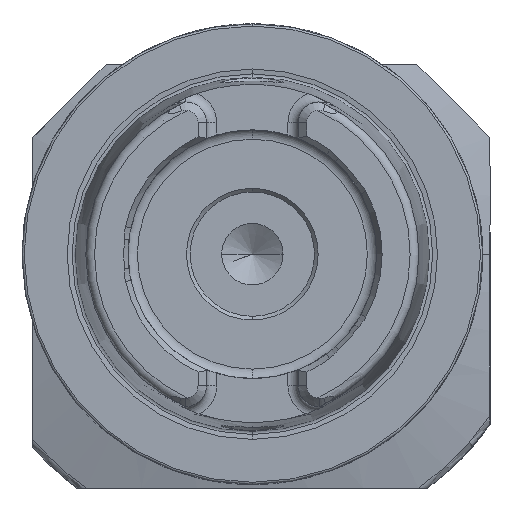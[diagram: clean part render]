
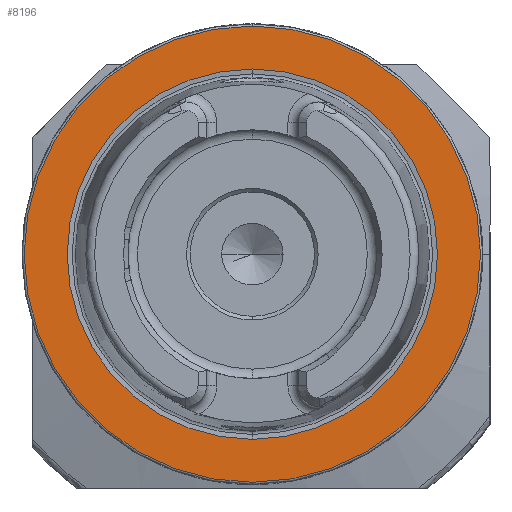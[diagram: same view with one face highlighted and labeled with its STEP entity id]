
A CAD part, left-side view. The second image highlights one B-rep face of the part: STEP entity #8196.
In plain terms, the highlighted planar face has unit normal (-1, 0, 0).
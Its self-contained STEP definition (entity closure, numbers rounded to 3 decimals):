
#27 = ORIENTED_EDGE ( 'NONE', *, *, #8543, .T. ) ;
#184 = DIRECTION ( 'NONE',  ( -1., 0., 0. ) ) ;
#207 = AXIS2_PLACEMENT_3D ( 'NONE', #1253, #184, #10071 ) ;
#363 = CIRCLE ( 'NONE', #207, 31.2 ) ;
#605 = EDGE_LOOP ( 'NONE', ( #6833, #8174 ) ) ;
#622 = CIRCLE ( 'NONE', #2327, 31.2 ) ;
#853 = PLANE ( 'NONE',  #2438 ) ;
#1138 = CIRCLE ( 'NONE', #6207, 25.324 ) ;
#1253 = CARTESIAN_POINT ( 'NONE',  ( 0., 0., 0. ) ) ;
#1343 = EDGE_CURVE ( 'NONE', #10435, #8605, #1138, .T. ) ;
#1355 = CARTESIAN_POINT ( 'NONE',  ( 0., 31.2, 0. ) ) ;
#1699 = CARTESIAN_POINT ( 'NONE',  ( 0., 0., -31.2 ) ) ;
#1834 = DIRECTION ( 'NONE',  ( -1., 0., 0. ) ) ;
#2327 = AXIS2_PLACEMENT_3D ( 'NONE', #6476, #1834, #6331 ) ;
#2438 = AXIS2_PLACEMENT_3D ( 'NONE', #1355, #9998, #6875 ) ;
#2892 = FACE_BOUND ( 'NONE', #605, .T. ) ;
#3321 = CIRCLE ( 'NONE', #8149, 25.324 ) ;
#4467 = CARTESIAN_POINT ( 'NONE',  ( 0., 0., 25.324 ) ) ;
#4638 = EDGE_CURVE ( 'NONE', #9807, #7199, #622, .T. ) ;
#4730 = CARTESIAN_POINT ( 'NONE',  ( 0., 0., 31.2 ) ) ;
#4907 = EDGE_LOOP ( 'NONE', ( #10263, #27 ) ) ;
#5012 = CARTESIAN_POINT ( 'NONE',  ( 0., 0., 0. ) ) ;
#5676 = FACE_OUTER_BOUND ( 'NONE', #4907, .T. ) ;
#6207 = AXIS2_PLACEMENT_3D ( 'NONE', #8527, #9371, #9874 ) ;
#6250 = CARTESIAN_POINT ( 'NONE',  ( 0., 0., -25.324 ) ) ;
#6331 = DIRECTION ( 'NONE',  ( 0., 0., 1. ) ) ;
#6476 = CARTESIAN_POINT ( 'NONE',  ( 0., 0., 0. ) ) ;
#6833 = ORIENTED_EDGE ( 'NONE', *, *, #1343, .F. ) ;
#6875 = DIRECTION ( 'NONE',  ( 0., 0., -1. ) ) ;
#7199 = VERTEX_POINT ( 'NONE', #1699 ) ;
#7953 = EDGE_CURVE ( 'NONE', #8605, #10435, #3321, .T. ) ;
#8097 = DIRECTION ( 'NONE',  ( -1., 0., 0. ) ) ;
#8149 = AXIS2_PLACEMENT_3D ( 'NONE', #5012, #8097, #8976 ) ;
#8174 = ORIENTED_EDGE ( 'NONE', *, *, #7953, .F. ) ;
#8196 = ADVANCED_FACE ( 'NONE', ( #2892, #5676 ), #853, .F. ) ;
#8527 = CARTESIAN_POINT ( 'NONE',  ( 0., 0., 0. ) ) ;
#8543 = EDGE_CURVE ( 'NONE', #7199, #9807, #363, .T. ) ;
#8605 = VERTEX_POINT ( 'NONE', #6250 ) ;
#8976 = DIRECTION ( 'NONE',  ( 0., 0., 1. ) ) ;
#9371 = DIRECTION ( 'NONE',  ( -1., 0., 0. ) ) ;
#9807 = VERTEX_POINT ( 'NONE', #4730 ) ;
#9874 = DIRECTION ( 'NONE',  ( 0., 0., 1. ) ) ;
#9998 = DIRECTION ( 'NONE',  ( 1., 0., 0. ) ) ;
#10071 = DIRECTION ( 'NONE',  ( 0., 0., 1. ) ) ;
#10263 = ORIENTED_EDGE ( 'NONE', *, *, #4638, .T. ) ;
#10435 = VERTEX_POINT ( 'NONE', #4467 ) ;
